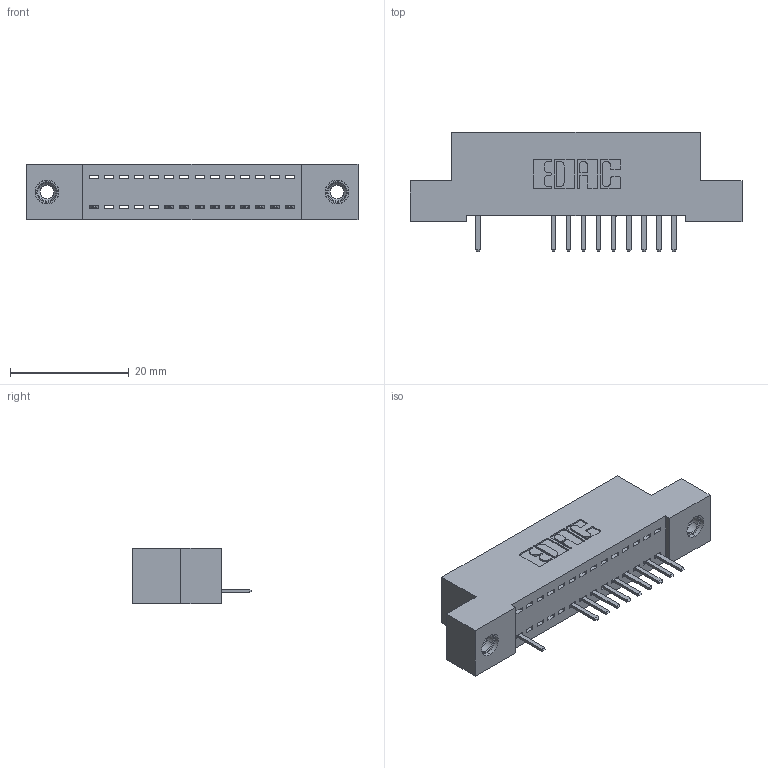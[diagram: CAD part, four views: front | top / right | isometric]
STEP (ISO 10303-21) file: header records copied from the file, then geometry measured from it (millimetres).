
FILE_DESCRIPTION (( 'STEP AP203' ), '1' );
FILE_NAME ('392-014-520-108.STEP', '2018-08-14T23:24:10', ( '' ), ( '' ), 'SwSTEP 2.0', 'SolidWorks 2016', '' );
FILE_SCHEMA (( 'CONFIG_CONTROL_DESIGN' ));
Length unit declared in the file: inch
Products named in the file (4): 345-292-001_345-293-120; 345-250-001_345-250-003-102; 392-014-520-108; 342 Part_TI
Assembly tree (13 placements, depth 2):
  392-014-520-108
    342 Part_TI
    345-292-001_345-293-120  x10
    345-250-001_345-250-003-102  x2
Bounding box: 55.88 x 20.02 x 9.4 mm (x, y, z)
Volume: 4716.2 mm3; surface area: 6091.5 mm2
Topology: 13 solids, 13 shells, 838 faces, 2443 edges, 1594 vertices
Faces by surface type: plane 586, cylinder 236, cone 12, torus 4
Entity records: 13220 total; most frequent: CARTESIAN_POINT 2295, ORIENTED_EDGE 2230, DIRECTION 2009, EDGE_CURVE 1115, VECTOR 963, LINE 963, VERTEX_POINT 736, AXIS2_PLACEMENT_3D 523
